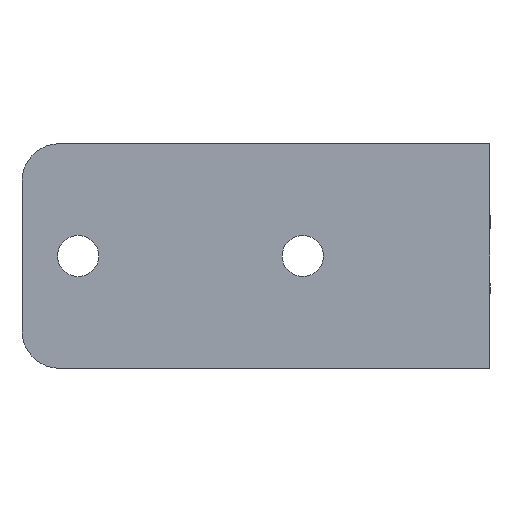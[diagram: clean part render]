
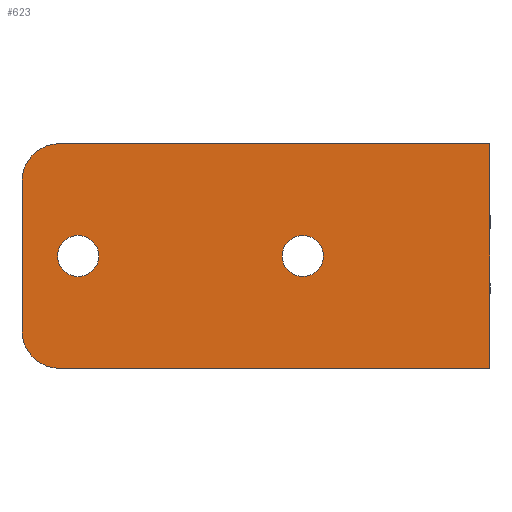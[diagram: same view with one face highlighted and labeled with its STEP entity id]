
A CAD part, left-side view. The second image highlights one B-rep face of the part: STEP entity #623.
In plain terms, the highlighted planar face has unit normal (-1, 0, 0).
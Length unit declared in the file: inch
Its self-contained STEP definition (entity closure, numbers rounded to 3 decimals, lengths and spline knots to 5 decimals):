
#18=FACE_BOUND('',#138,.T.);
#19=FACE_BOUND('',#139,.T.);
#43=CIRCLE('',#687,0.21654);
#47=CIRCLE('',#694,0.21654);
#49=CIRCLE('',#697,0.3937);
#50=CIRCLE('',#700,0.3937);
#100=FACE_OUTER_BOUND('',#137,.T.);
#137=EDGE_LOOP('',(#499,#500,#501,#502,#503,#504));
#138=EDGE_LOOP('',(#505));
#139=EDGE_LOOP('',(#506));
#190=LINE('',#1026,#243);
#193=LINE('',#1032,#246);
#194=LINE('',#1034,#247);
#195=LINE('',#1036,#248);
#243=VECTOR('',#842,0.03937);
#246=VECTOR('',#847,0.03937);
#247=VECTOR('',#848,0.03937);
#248=VECTOR('',#849,0.03937);
#293=VERTEX_POINT('',#999);
#297=VERTEX_POINT('',#1012);
#300=VERTEX_POINT('',#1019);
#301=VERTEX_POINT('',#1021);
#302=VERTEX_POINT('',#1025);
#304=VERTEX_POINT('',#1031);
#305=VERTEX_POINT('',#1033);
#306=VERTEX_POINT('',#1035);
#365=EDGE_CURVE('',#293,#293,#43,.T.);
#371=EDGE_CURVE('',#297,#297,#47,.T.);
#374=EDGE_CURVE('',#300,#301,#49,.T.);
#376=EDGE_CURVE('',#301,#302,#190,.T.);
#379=EDGE_CURVE('',#304,#300,#193,.T.);
#380=EDGE_CURVE('',#304,#305,#194,.T.);
#381=EDGE_CURVE('',#306,#305,#195,.T.);
#382=EDGE_CURVE('',#302,#306,#50,.T.);
#499=ORIENTED_EDGE('',*,*,#374,.F.);
#500=ORIENTED_EDGE('',*,*,#379,.F.);
#501=ORIENTED_EDGE('',*,*,#380,.T.);
#502=ORIENTED_EDGE('',*,*,#381,.F.);
#503=ORIENTED_EDGE('',*,*,#382,.F.);
#504=ORIENTED_EDGE('',*,*,#376,.F.);
#505=ORIENTED_EDGE('',*,*,#365,.T.);
#506=ORIENTED_EDGE('',*,*,#371,.T.);
#595=PLANE('',#699);
#623=ADVANCED_FACE('',(#100,#18,#19),#595,.T.);
#687=AXIS2_PLACEMENT_3D('',#1001,#814,#815);
#694=AXIS2_PLACEMENT_3D('',#1014,#830,#831);
#697=AXIS2_PLACEMENT_3D('',#1022,#837,#838);
#699=AXIS2_PLACEMENT_3D('',#1030,#845,#846);
#700=AXIS2_PLACEMENT_3D('',#1037,#850,#851);
#814=DIRECTION('center_axis',(1.,0.,0.));
#815=DIRECTION('ref_axis',(0.,-1.,0.));
#830=DIRECTION('center_axis',(1.,0.,0.));
#831=DIRECTION('ref_axis',(0.,-1.,0.));
#837=DIRECTION('center_axis',(1.,0.,0.));
#838=DIRECTION('ref_axis',(0.,0.707,-0.707));
#842=DIRECTION('',(0.,0.,1.));
#845=DIRECTION('center_axis',(-1.,0.,0.));
#846=DIRECTION('ref_axis',(0.,-1.,0.));
#847=DIRECTION('',(0.,1.,0.));
#848=DIRECTION('',(0.,0.,1.));
#849=DIRECTION('',(0.,-1.,0.));
#850=DIRECTION('center_axis',(1.,0.,0.));
#851=DIRECTION('ref_axis',(0.,0.707,0.707));
#999=CARTESIAN_POINT('',(0.,4.54724,1.1811));
#1001=CARTESIAN_POINT('Origin',(0.,4.33071,
1.1811));
#1012=CARTESIAN_POINT('',(0.,2.18504,1.1811));
#1014=CARTESIAN_POINT('Origin',(0.,1.9685,
1.1811));
#1019=CARTESIAN_POINT('',(0.,4.52756,0.));
#1021=CARTESIAN_POINT('',(0.,4.92126,0.3937));
#1022=CARTESIAN_POINT('Origin',(0.,4.52756,
0.3937));
#1025=CARTESIAN_POINT('',(0.,4.92126,1.9685));
#1026=CARTESIAN_POINT('',(0.,4.92126,0.));
#1030=CARTESIAN_POINT('Origin',(0.,4.92126,
0.));
#1031=CARTESIAN_POINT('',(0.,0.,0.));
#1032=CARTESIAN_POINT('',(0.,0.,0.));
#1033=CARTESIAN_POINT('',(0.,0.,2.3622));
#1034=CARTESIAN_POINT('',(0.,0.,0.));
#1035=CARTESIAN_POINT('',(0.,4.52756,2.3622));
#1036=CARTESIAN_POINT('',(0.,0.,2.3622));
#1037=CARTESIAN_POINT('Origin',(0.,4.52756,
1.9685));
